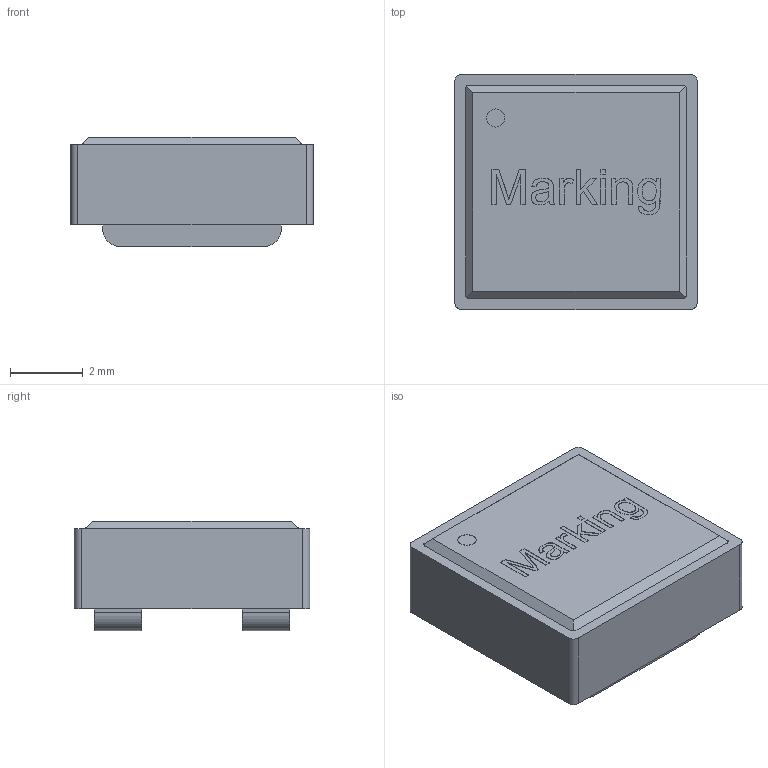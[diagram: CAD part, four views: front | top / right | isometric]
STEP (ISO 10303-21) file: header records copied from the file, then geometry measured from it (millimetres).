
FILE_DESCRIPTION(('FreeCAD Model'),'2;1');
FILE_NAME('1.step','2020-03-21T14:45:27',('kicad StepUp'),( 'ksu MCAD'),'Open CASCADE STEP processor 7.3','FreeCAD','Unknown');
FILE_SCHEMA(('AUTOMOTIVE_DESIGN { 1 0 10303 214 1 1 1 1 }'));
Length unit declared in the file: millimetre
Products named in the file (1): 1
Bounding box: 6.65 x 6.45 x 3 mm (x, y, z)
Volume: 108.3 mm3; surface area: 158.2 mm2
Topology: 1 solids, 1 shells, 107 faces, 273 edges, 182 vertices
Faces by surface type: plane 78, extrusion 16, cylinder 13
Full cylindrical faces by diameter (mm): 0.5 x1
Entity records: 4611 total; most frequent: CARTESIAN_POINT 1466, ORIENTED_EDGE 546, DIRECTION 377, EDGE_CURVE 273, VERTEX_POINT 182, B_SPLINE_CURVE_WITH_KNOTS 142, VECTOR 133, AXIS2_PLACEMENT_3D 122
